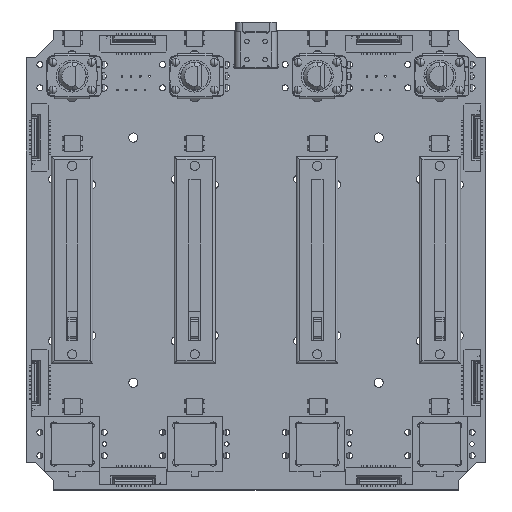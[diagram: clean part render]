
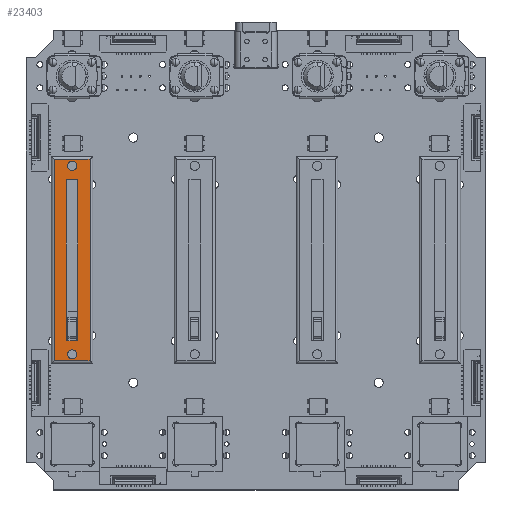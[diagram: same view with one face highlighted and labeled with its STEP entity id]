
A CAD part, top view. The second image highlights one B-rep face of the part: STEP entity #23403.
In plain terms, the highlighted face is planar.
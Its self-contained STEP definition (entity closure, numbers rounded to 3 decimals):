
#22952 = VERTEX_POINT('',#22953);
#22953 = CARTESIAN_POINT('',(21.9,6.5,-3.9));
#22966 = EDGE_CURVE('',#22967,#22952,#22969,.T.);
#22967 = VERTEX_POINT('',#22968);
#22968 = CARTESIAN_POINT('',(21.9,6.5,3.9));
#22969 = LINE('',#22970,#22971);
#22970 = CARTESIAN_POINT('',(21.9,6.5,3.9));
#22971 = VECTOR('',#22972,1.);
#22972 = DIRECTION('',(0.,0.,-1.));
#22997 = EDGE_CURVE('',#22998,#22967,#23000,.T.);
#22998 = VERTEX_POINT('',#22999);
#22999 = CARTESIAN_POINT('',(-21.9,6.5,3.9));
#23000 = LINE('',#23001,#23002);
#23001 = CARTESIAN_POINT('',(-21.9,6.5,3.9));
#23002 = VECTOR('',#23003,1.);
#23003 = DIRECTION('',(1.,0.,0.));
#23028 = EDGE_CURVE('',#23029,#22998,#23031,.T.);
#23029 = VERTEX_POINT('',#23030);
#23030 = CARTESIAN_POINT('',(-21.9,6.5,-3.9));
#23031 = LINE('',#23032,#23033);
#23032 = CARTESIAN_POINT('',(-21.9,6.5,-3.9));
#23033 = VECTOR('',#23034,1.);
#23034 = DIRECTION('',(0.,0.,1.));
#23375 = EDGE_CURVE('',#23376,#23378,#23380,.T.);
#23376 = VERTEX_POINT('',#23377);
#23377 = CARTESIAN_POINT('',(-19.5,6.5,0.));
#23378 = VERTEX_POINT('',#23379);
#23379 = CARTESIAN_POINT('',(-21.5,6.5,0.));
#23380 = CIRCLE('',#23381,1.);
#23381 = AXIS2_PLACEMENT_3D('',#23382,#23383,#23384);
#23382 = CARTESIAN_POINT('',(-20.5,6.5,0.));
#23383 = DIRECTION('',(0.,1.,0.));
#23384 = DIRECTION('',(1.,0.,0.));
#23403 = ADVANCED_FACE('',(#23404,#23415,#23425,#23445),#23479,.T.);
#23404 = FACE_BOUND('',#23405,.F.);
#23405 = EDGE_LOOP('',(#23406,#23407,#23408,#23409));
#23406 = ORIENTED_EDGE('',*,*,#22966,.F.);
#23407 = ORIENTED_EDGE('',*,*,#22997,.F.);
#23408 = ORIENTED_EDGE('',*,*,#23028,.F.);
#23409 = ORIENTED_EDGE('',*,*,#23410,.F.);
#23410 = EDGE_CURVE('',#22952,#23029,#23411,.T.);
#23411 = LINE('',#23412,#23413);
#23412 = CARTESIAN_POINT('',(21.9,6.5,-3.9));
#23413 = VECTOR('',#23414,1.);
#23414 = DIRECTION('',(-1.,0.,0.));
#23415 = FACE_BOUND('',#23416,.F.);
#23416 = EDGE_LOOP('',(#23417,#23418));
#23417 = ORIENTED_EDGE('',*,*,#23375,.T.);
#23418 = ORIENTED_EDGE('',*,*,#23419,.T.);
#23419 = EDGE_CURVE('',#23378,#23376,#23420,.T.);
#23420 = CIRCLE('',#23421,1.);
#23421 = AXIS2_PLACEMENT_3D('',#23422,#23423,#23424);
#23422 = CARTESIAN_POINT('',(-20.5,6.5,0.));
#23423 = DIRECTION('',(0.,1.,0.));
#23424 = DIRECTION('',(-1.,0.,0.));
#23425 = FACE_BOUND('',#23426,.F.);
#23426 = EDGE_LOOP('',(#23427,#23438));
#23427 = ORIENTED_EDGE('',*,*,#23428,.T.);
#23428 = EDGE_CURVE('',#23429,#23431,#23433,.T.);
#23429 = VERTEX_POINT('',#23430);
#23430 = CARTESIAN_POINT('',(21.5,6.5,0.));
#23431 = VERTEX_POINT('',#23432);
#23432 = CARTESIAN_POINT('',(19.5,6.5,0.));
#23433 = CIRCLE('',#23434,1.);
#23434 = AXIS2_PLACEMENT_3D('',#23435,#23436,#23437);
#23435 = CARTESIAN_POINT('',(20.5,6.5,0.));
#23436 = DIRECTION('',(0.,1.,0.));
#23437 = DIRECTION('',(1.,0.,0.));
#23438 = ORIENTED_EDGE('',*,*,#23439,.T.);
#23439 = EDGE_CURVE('',#23431,#23429,#23440,.T.);
#23440 = CIRCLE('',#23441,1.);
#23441 = AXIS2_PLACEMENT_3D('',#23442,#23443,#23444);
#23442 = CARTESIAN_POINT('',(20.5,6.5,0.));
#23443 = DIRECTION('',(0.,1.,0.));
#23444 = DIRECTION('',(-1.,0.,0.));
#23445 = FACE_BOUND('',#23446,.F.);
#23446 = EDGE_LOOP('',(#23447,#23457,#23465,#23473));
#23447 = ORIENTED_EDGE('',*,*,#23448,.T.);
#23448 = EDGE_CURVE('',#23449,#23451,#23453,.T.);
#23449 = VERTEX_POINT('',#23450);
#23450 = CARTESIAN_POINT('',(-17.5,6.5,-1.25));
#23451 = VERTEX_POINT('',#23452);
#23452 = CARTESIAN_POINT('',(-17.5,6.5,1.25));
#23453 = LINE('',#23454,#23455);
#23454 = CARTESIAN_POINT('',(-17.5,6.5,-1.25));
#23455 = VECTOR('',#23456,1.);
#23456 = DIRECTION('',(0.,0.,1.));
#23457 = ORIENTED_EDGE('',*,*,#23458,.T.);
#23458 = EDGE_CURVE('',#23451,#23459,#23461,.T.);
#23459 = VERTEX_POINT('',#23460);
#23460 = CARTESIAN_POINT('',(17.5,6.5,1.25));
#23461 = LINE('',#23462,#23463);
#23462 = CARTESIAN_POINT('',(-17.5,6.5,1.25));
#23463 = VECTOR('',#23464,1.);
#23464 = DIRECTION('',(1.,0.,0.));
#23465 = ORIENTED_EDGE('',*,*,#23466,.T.);
#23466 = EDGE_CURVE('',#23459,#23467,#23469,.T.);
#23467 = VERTEX_POINT('',#23468);
#23468 = CARTESIAN_POINT('',(17.5,6.5,-1.25));
#23469 = LINE('',#23470,#23471);
#23470 = CARTESIAN_POINT('',(17.5,6.5,1.25));
#23471 = VECTOR('',#23472,1.);
#23472 = DIRECTION('',(0.,0.,-1.));
#23473 = ORIENTED_EDGE('',*,*,#23474,.T.);
#23474 = EDGE_CURVE('',#23467,#23449,#23475,.T.);
#23475 = LINE('',#23476,#23477);
#23476 = CARTESIAN_POINT('',(17.5,6.5,-1.25));
#23477 = VECTOR('',#23478,1.);
#23478 = DIRECTION('',(-1.,0.,0.));
#23479 = PLANE('',#23480);
#23480 = AXIS2_PLACEMENT_3D('',#23481,#23482,#23483);
#23481 = CARTESIAN_POINT('',(0.,6.5,0.));
#23482 = DIRECTION('',(0.,1.,0.));
#23483 = DIRECTION('',(1.,0.,0.));
